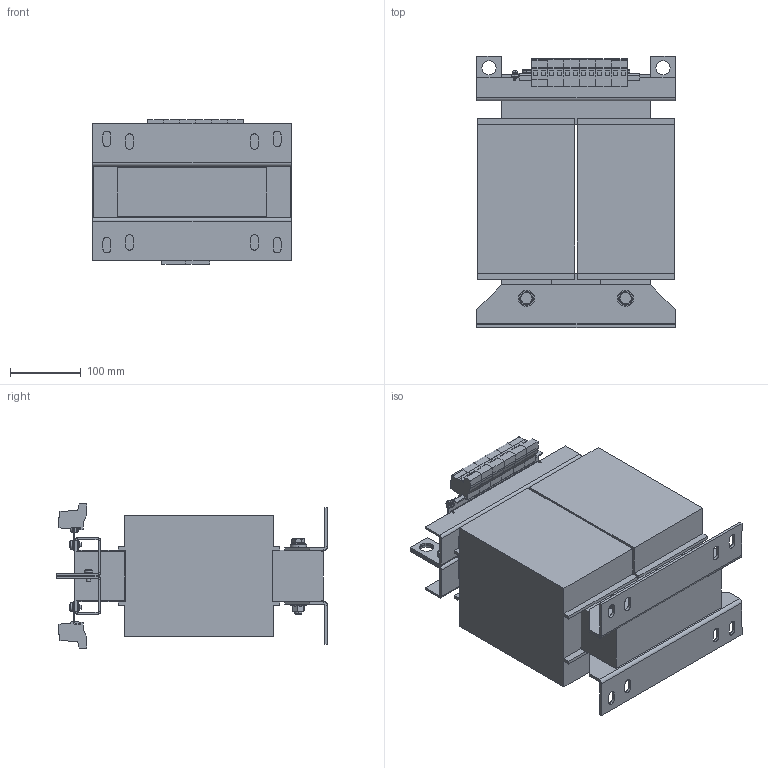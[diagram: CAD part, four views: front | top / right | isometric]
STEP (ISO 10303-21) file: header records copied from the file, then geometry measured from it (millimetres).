
FILE_DESCRIPTION (( 'STEP AP214' ), '1' );
FILE_NAME ('205978.STEP', '2020-08-06T08:51:32', ( '' ), ( '' ), 'SwSTEP 2.0', 'SolidWorks 2018', '' );
FILE_SCHEMA (( 'AUTOMOTIVE_DESIGN' ));
Length unit declared in the file: millimetre
Products named in the file (1): 205978
Bounding box: 280 x 382 x 203.1 mm (x, y, z)
Volume: 12512034.1 mm3; surface area: 747500.7 mm2
Topology: 1 solids, 1 shells, 1049 faces, 2597 edges, 1612 vertices
Faces by surface type: plane 739, cylinder 200, cone 44, torus 42, sphere 12, bspline 12
Entity records: 31351 total; most frequent: CARTESIAN_POINT 6209, ORIENTED_EDGE 5190, DIRECTION 5147, EDGE_CURVE 2595, VECTOR 1895, LINE 1895, AXIS2_PLACEMENT_3D 1626, VERTEX_POINT 1612
